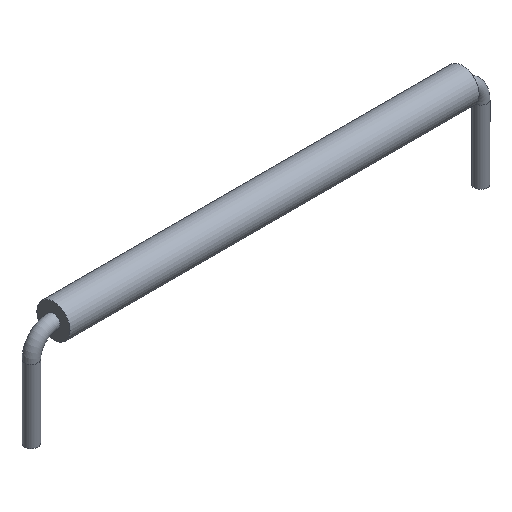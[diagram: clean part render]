
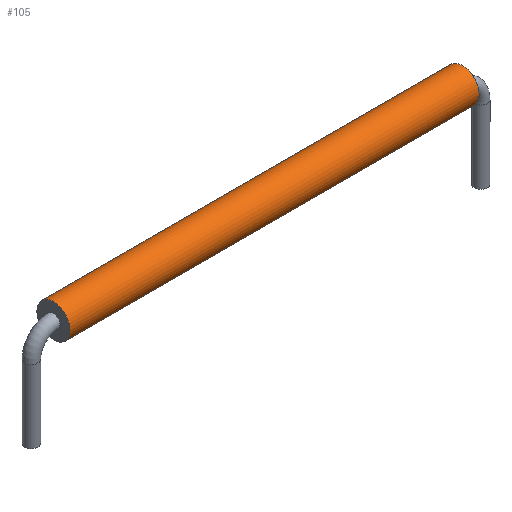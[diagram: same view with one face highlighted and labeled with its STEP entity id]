
A CAD part, isometric view. The second image highlights one B-rep face of the part: STEP entity #105.
In plain terms, the highlighted cylindrical face has radius 0.75 mm (diameter 1.5 mm), a full revolution.
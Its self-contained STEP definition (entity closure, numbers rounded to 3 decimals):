
#89 = EDGE_CURVE('',#90,#90,#92,.T.);
#90 = VERTEX_POINT('',#91);
#91 = CARTESIAN_POINT('',(1.,0.75,1.3));
#92 = CIRCLE('',#93,0.75);
#93 = AXIS2_PLACEMENT_3D('',#94,#95,#96);
#94 = CARTESIAN_POINT('',(1.,0.,1.3));
#95 = DIRECTION('',(1.,0.,0.));
#96 = DIRECTION('',(0.,1.,0.));
#105 = ADVANCED_FACE('',(#106),#125,.T.);
#106 = FACE_BOUND('',#107,.F.);
#107 = EDGE_LOOP('',(#108,#116,#123,#124));
#108 = ORIENTED_EDGE('',*,*,#109,.T.);
#109 = EDGE_CURVE('',#90,#110,#112,.T.);
#110 = VERTEX_POINT('',#111);
#111 = CARTESIAN_POINT('',(19.5,0.75,1.3));
#112 = LINE('',#113,#114);
#113 = CARTESIAN_POINT('',(1.,0.75,1.3));
#114 = VECTOR('',#115,1.);
#115 = DIRECTION('',(1.,0.,0.));
#116 = ORIENTED_EDGE('',*,*,#117,.T.);
#117 = EDGE_CURVE('',#110,#110,#118,.T.);
#118 = CIRCLE('',#119,0.75);
#119 = AXIS2_PLACEMENT_3D('',#120,#121,#122);
#120 = CARTESIAN_POINT('',(19.5,0.,1.3));
#121 = DIRECTION('',(1.,0.,0.));
#122 = DIRECTION('',(0.,1.,0.));
#123 = ORIENTED_EDGE('',*,*,#109,.F.);
#124 = ORIENTED_EDGE('',*,*,#89,.F.);
#125 = CYLINDRICAL_SURFACE('',#126,0.75);
#126 = AXIS2_PLACEMENT_3D('',#127,#128,#129);
#127 = CARTESIAN_POINT('',(1.,0.,1.3));
#128 = DIRECTION('',(-1.,-0.,0.));
#129 = DIRECTION('',(0.,1.,0.));
